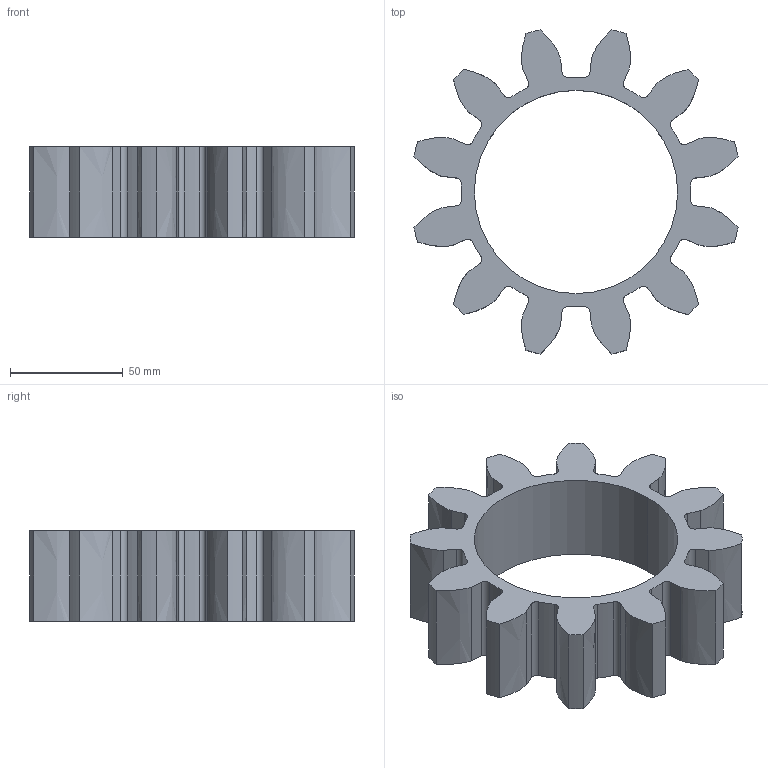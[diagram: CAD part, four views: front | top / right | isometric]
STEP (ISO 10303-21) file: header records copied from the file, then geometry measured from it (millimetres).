
FILE_DESCRIPTION(('produced by SPATIAL CORP'),'2;1');
FILE_NAME( 'sec_gear.prt.hh.sat.stp','2002-04-19T14:13:26+00:00',('SPATIAL CORP'),('SPATIAL CORP'), 'ACIS STEP Husk','http://www.spatial.com','SPATIAL CORP');
FILE_SCHEMA(('CONFIG_CONTROL_DESIGN'));
Length unit declared in the file: millimetre
Products named in the file (1): PRODUCT_ID_1
Bounding box: 143.54 x 143.54 x 40 mm (x, y, z)
Volume: 228985.8 mm3; surface area: 53992.1 mm2
Topology: 1 solids, 1 shells, 100 faces, 294 edges, 196 vertices
Faces by surface type: cylinder 50, plane 26, bspline 24
Entity records: 4599 total; most frequent: CARTESIAN_POINT 1958, ORIENTED_EDGE 588, DIRECTION 498, EDGE_CURVE 294, VERTEX_POINT 196, AXIS2_PLACEMENT_3D 176, VECTOR 146, LINE 146
